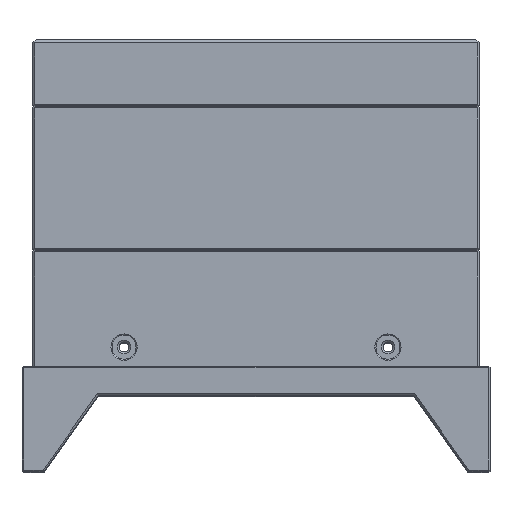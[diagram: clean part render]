
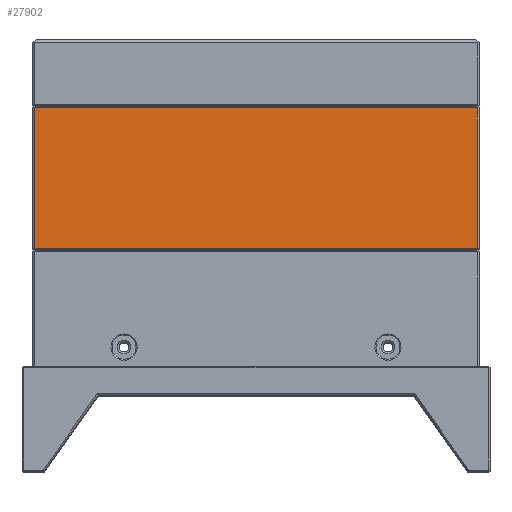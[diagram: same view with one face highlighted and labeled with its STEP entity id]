
A CAD part, top view. The second image highlights one B-rep face of the part: STEP entity #27902.
In plain terms, the highlighted planar face has unit normal (0, 0, 1).
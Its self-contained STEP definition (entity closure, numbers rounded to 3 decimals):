
#973=PLANE('',#29832);
#2416=FACE_OUTER_BOUND('',#4086,.T.);
#4086=EDGE_LOOP('',(#22590,#22591,#22592,#22593));
#7228=LINE('',#42533,#10725);
#7242=LINE('',#42559,#10739);
#7244=LINE('',#42563,#10741);
#7245=LINE('',#42564,#10742);
#10725=VECTOR('',#34585,10.);
#10739=VECTOR('',#34615,10.);
#10741=VECTOR('',#34619,10.);
#10742=VECTOR('',#34620,10.);
#13758=VERTEX_POINT('',#42531);
#13759=VERTEX_POINT('',#42532);
#13763=VERTEX_POINT('',#42558);
#13764=VERTEX_POINT('',#42562);
#16907=EDGE_CURVE('',#13758,#13759,#7228,.T.);
#16921=EDGE_CURVE('',#13759,#13763,#7242,.T.);
#16923=EDGE_CURVE('',#13764,#13758,#7244,.T.);
#16924=EDGE_CURVE('',#13763,#13764,#7245,.T.);
#22590=ORIENTED_EDGE('',*,*,#16907,.F.);
#22591=ORIENTED_EDGE('',*,*,#16923,.F.);
#22592=ORIENTED_EDGE('',*,*,#16924,.F.);
#22593=ORIENTED_EDGE('',*,*,#16921,.F.);
#27902=ADVANCED_FACE('',(#2416),#973,.T.);
#29832=AXIS2_PLACEMENT_3D('',#42561,#34617,#34618);
#34585=DIRECTION('',(-1.,0.,0.));
#34615=DIRECTION('',(0.,1.,0.));
#34617=DIRECTION('center_axis',(0.,0.,1.));
#34618=DIRECTION('ref_axis',(-1.,0.,0.));
#34619=DIRECTION('',(0.,-1.,0.));
#34620=DIRECTION('',(1.,0.,0.));
#42531=CARTESIAN_POINT('',(61.477,-43.2,57.808));
#42532=CARTESIAN_POINT('',(-54.823,-43.2,57.808));
#42533=CARTESIAN_POINT('',(32.652,-43.2,57.808));
#42558=CARTESIAN_POINT('',(-54.823,-6.3,57.808));
#42559=CARTESIAN_POINT('',(-54.823,-6.,57.808));
#42561=CARTESIAN_POINT('Origin',(61.977,-6.,57.808));
#42562=CARTESIAN_POINT('',(61.477,-6.3,57.808));
#42563=CARTESIAN_POINT('',(61.477,-6.,57.808));
#42564=CARTESIAN_POINT('',(32.652,-6.3,57.808));
